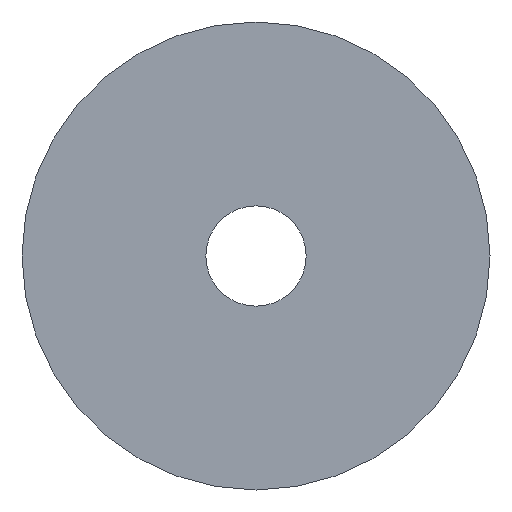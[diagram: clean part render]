
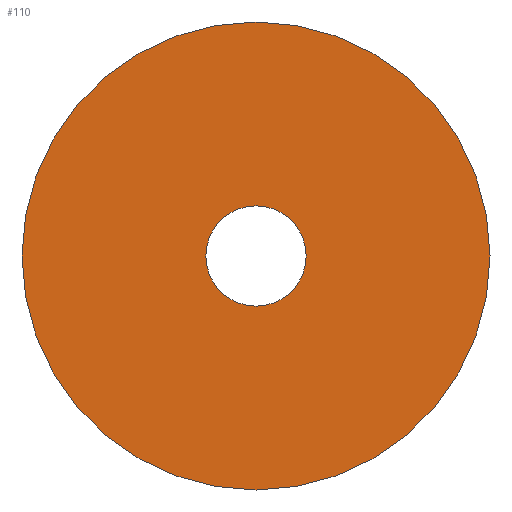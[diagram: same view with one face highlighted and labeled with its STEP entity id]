
A CAD part, left-side view. The second image highlights one B-rep face of the part: STEP entity #110.
In plain terms, the highlighted planar face has unit normal (-1, 0, 0).
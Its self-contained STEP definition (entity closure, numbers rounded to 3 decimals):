
#16=FACE_BOUND('',#36,.T.);
#20=PLANE('',#145);
#26=FACE_OUTER_BOUND('',#35,.T.);
#35=EDGE_LOOP('',(#89));
#36=EDGE_LOOP('',(#90));
#54=CIRCLE('',#144,1.5);
#55=CIRCLE('',#146,7.);
#62=VERTEX_POINT('',#203);
#63=VERTEX_POINT('',#207);
#72=EDGE_CURVE('',#62,#62,#54,.T.);
#73=EDGE_CURVE('',#63,#63,#55,.T.);
#89=ORIENTED_EDGE('',*,*,#73,.F.);
#90=ORIENTED_EDGE('',*,*,#72,.T.);
#110=ADVANCED_FACE('',(#26,#16),#20,.T.);
#144=AXIS2_PLACEMENT_3D('',#205,#170,#171);
#145=AXIS2_PLACEMENT_3D('',#206,#172,#173);
#146=AXIS2_PLACEMENT_3D('',#208,#174,#175);
#170=DIRECTION('center_axis',(1.,0.,0.));
#171=DIRECTION('ref_axis',(0.,0.,-1.));
#172=DIRECTION('center_axis',(-1.,0.,0.));
#173=DIRECTION('ref_axis',(0.,0.,1.));
#174=DIRECTION('center_axis',(1.,0.,0.));
#175=DIRECTION('ref_axis',(0.,0.,-1.));
#203=CARTESIAN_POINT('',(-4.,0.,1.5));
#205=CARTESIAN_POINT('Origin',(-4.,0.,0.));
#206=CARTESIAN_POINT('Origin',(-4.,0.,-7.));
#207=CARTESIAN_POINT('',(-4.,0.,7.));
#208=CARTESIAN_POINT('Origin',(-4.,0.,0.));
